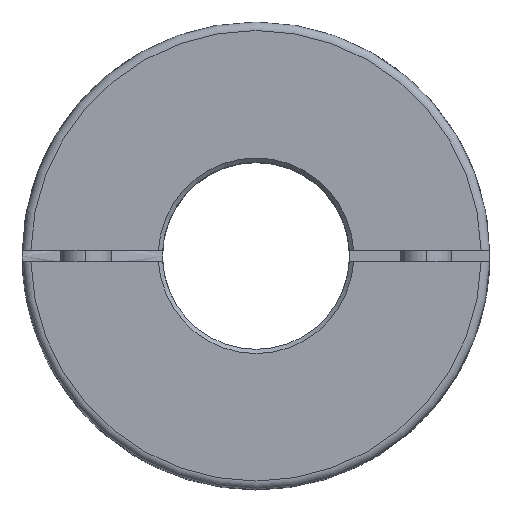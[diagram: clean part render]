
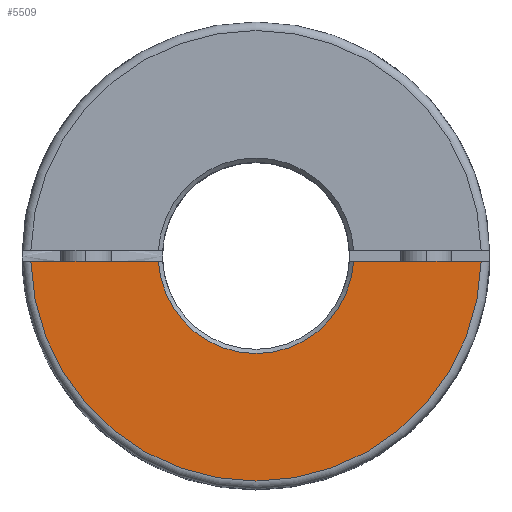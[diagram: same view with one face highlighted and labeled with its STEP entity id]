
A CAD part, top view. The second image highlights one B-rep face of the part: STEP entity #5509.
In plain terms, the highlighted planar face has unit normal (0, 0, 1).
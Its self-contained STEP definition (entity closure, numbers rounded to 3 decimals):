
#122 = EDGE_LOOP ( 'NONE', ( #4440, #6228, #4791, #2653 ) ) ;
#160 = CIRCLE ( 'NONE', #2792, 11.5 ) ;
#213 = CARTESIAN_POINT ( 'NONE',  ( 26.492, -0.65, 23. ) ) ;
#388 = PLANE ( 'NONE',  #5035 ) ;
#790 = CIRCLE ( 'NONE', #3018, 26.5 ) ;
#889 = CARTESIAN_POINT ( 'NONE',  ( 0., -0.65, 23. ) ) ;
#1097 = DIRECTION ( 'NONE',  ( -1., 0., 0. ) ) ;
#1936 = CARTESIAN_POINT ( 'NONE',  ( 0., 0., 23. ) ) ;
#1939 = CARTESIAN_POINT ( 'NONE',  ( -11.482, -0.65, 23. ) ) ;
#2037 = EDGE_CURVE ( 'NONE', #3375, #7427, #5186, .T. ) ;
#2213 = FACE_OUTER_BOUND ( 'NONE', #122, .T. ) ;
#2292 = EDGE_CURVE ( 'NONE', #6370, #3960, #4123, .T. ) ;
#2339 = CARTESIAN_POINT ( 'NONE',  ( 0., -0.65, 23. ) ) ;
#2653 = ORIENTED_EDGE ( 'NONE', *, *, #2037, .T. ) ;
#2683 = CARTESIAN_POINT ( 'NONE',  ( 11.482, -0.65, 23. ) ) ;
#2792 = AXIS2_PLACEMENT_3D ( 'NONE', #1936, #4412, #6332 ) ;
#3018 = AXIS2_PLACEMENT_3D ( 'NONE', #6231, #7366, #5614 ) ;
#3375 = VERTEX_POINT ( 'NONE', #1939 ) ;
#3944 = VECTOR ( 'NONE', #5835, 1000. ) ;
#3960 = VERTEX_POINT ( 'NONE', #2683 ) ;
#4123 = LINE ( 'NONE', #2339, #6351 ) ;
#4412 = DIRECTION ( 'NONE',  ( 0., 0., -1. ) ) ;
#4440 = ORIENTED_EDGE ( 'NONE', *, *, #4672, .T. ) ;
#4672 = EDGE_CURVE ( 'NONE', #7427, #6370, #790, .T. ) ;
#4719 = DIRECTION ( 'NONE',  ( 0., 0., 1. ) ) ;
#4791 = ORIENTED_EDGE ( 'NONE', *, *, #7123, .T. ) ;
#4799 = CARTESIAN_POINT ( 'NONE',  ( 0., 0., 23. ) ) ;
#5035 = AXIS2_PLACEMENT_3D ( 'NONE', #4799, #4719, #7936 ) ;
#5186 = LINE ( 'NONE', #889, #3944 ) ;
#5509 = ADVANCED_FACE ( 'NONE', ( #2213 ), #388, .T. ) ;
#5614 = DIRECTION ( 'NONE',  ( 1., 0., 0. ) ) ;
#5835 = DIRECTION ( 'NONE',  ( -1., 0., 0. ) ) ;
#6228 = ORIENTED_EDGE ( 'NONE', *, *, #2292, .T. ) ;
#6231 = CARTESIAN_POINT ( 'NONE',  ( 0., 0., 23. ) ) ;
#6332 = DIRECTION ( 'NONE',  ( 1., 0., 0. ) ) ;
#6351 = VECTOR ( 'NONE', #1097, 1000. ) ;
#6370 = VERTEX_POINT ( 'NONE', #213 ) ;
#7123 = EDGE_CURVE ( 'NONE', #3960, #3375, #160, .T. ) ;
#7366 = DIRECTION ( 'NONE',  ( 0., 0., 1. ) ) ;
#7427 = VERTEX_POINT ( 'NONE', #7866 ) ;
#7866 = CARTESIAN_POINT ( 'NONE',  ( -26.492, -0.65, 23. ) ) ;
#7936 = DIRECTION ( 'NONE',  ( 1., 0., 0. ) ) ;
